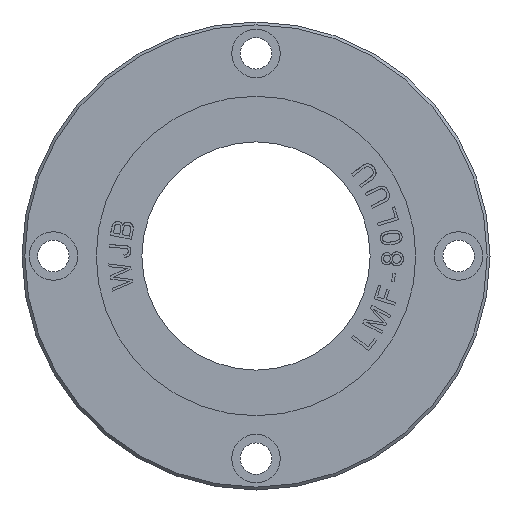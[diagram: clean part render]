
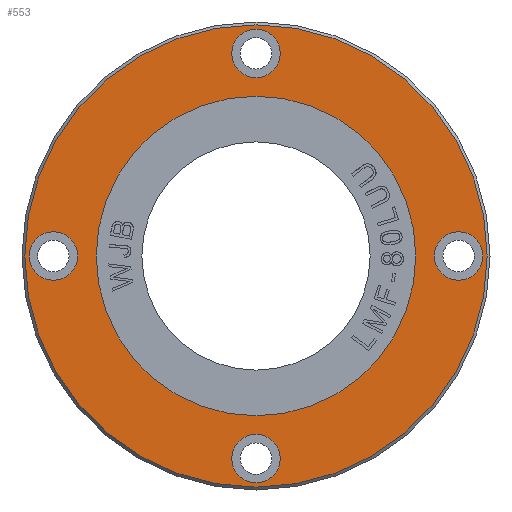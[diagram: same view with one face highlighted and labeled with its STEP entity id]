
A CAD part, left-side view. The second image highlights one B-rep face of the part: STEP entity #553.
In plain terms, the highlighted planar face has unit normal (-1, 0, 0).
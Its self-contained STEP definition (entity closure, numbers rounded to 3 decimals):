
#553=ADVANCED_FACE('',(#1228,#1229,#1230,#1231,#1232,#1233),#896,.T.);
#896=PLANE('',#6244);
#1135=CIRCLE('',#6237,81.);
#1136=CIRCLE('',#6238,56.);
#1137=CIRCLE('',#6239,56.);
#1138=CIRCLE('',#6240,8.5);
#1139=CIRCLE('',#6241,8.5);
#1140=CIRCLE('',#6242,8.5);
#1141=CIRCLE('',#6243,8.5);
#1228=FACE_BOUND('',#1348,.T.);
#1229=FACE_BOUND('',#1349,.T.);
#1230=FACE_BOUND('',#1350,.T.);
#1231=FACE_BOUND('',#1351,.T.);
#1232=FACE_BOUND('',#1352,.T.);
#1233=FACE_BOUND('',#1353,.T.);
#1348=EDGE_LOOP('',(#2384));
#1349=EDGE_LOOP('',(#2385,#2386));
#1350=EDGE_LOOP('',(#2387));
#1351=EDGE_LOOP('',(#2388));
#1352=EDGE_LOOP('',(#2389));
#1353=EDGE_LOOP('',(#2390));
#2384=ORIENTED_EDGE('',*,*,#4628,.T.);
#2385=ORIENTED_EDGE('',*,*,#4629,.T.);
#2386=ORIENTED_EDGE('',*,*,#4630,.T.);
#2387=ORIENTED_EDGE('',*,*,#4631,.F.);
#2388=ORIENTED_EDGE('',*,*,#4632,.F.);
#2389=ORIENTED_EDGE('',*,*,#4633,.F.);
#2390=ORIENTED_EDGE('',*,*,#4634,.F.);
#4058=VERTEX_POINT('',#9026);
#4059=VERTEX_POINT('',#9028);
#4060=VERTEX_POINT('',#9029);
#4061=VERTEX_POINT('',#9032);
#4062=VERTEX_POINT('',#9034);
#4063=VERTEX_POINT('',#9036);
#4064=VERTEX_POINT('',#9038);
#4628=EDGE_CURVE('',#4058,#4058,#1135,.T.);
#4629=EDGE_CURVE('',#4059,#4060,#1136,.T.);
#4630=EDGE_CURVE('',#4060,#4059,#1137,.T.);
#4631=EDGE_CURVE('',#4061,#4061,#1138,.T.);
#4632=EDGE_CURVE('',#4062,#4062,#1139,.T.);
#4633=EDGE_CURVE('',#4063,#4063,#1140,.T.);
#4634=EDGE_CURVE('',#4064,#4064,#1141,.T.);
#6237=AXIS2_PLACEMENT_3D('',#9025,#6751,#6752);
#6238=AXIS2_PLACEMENT_3D('',#9027,#6753,#6754);
#6239=AXIS2_PLACEMENT_3D('',#9030,#6755,#6756);
#6240=AXIS2_PLACEMENT_3D('',#9031,#6757,#6758);
#6241=AXIS2_PLACEMENT_3D('',#9033,#6759,#6760);
#6242=AXIS2_PLACEMENT_3D('',#9035,#6761,#6762);
#6243=AXIS2_PLACEMENT_3D('',#9037,#6763,#6764);
#6244=AXIS2_PLACEMENT_3D('',#9039,#6765,#6766);
#6751=DIRECTION('',(-1.,0.,0.));
#6752=DIRECTION('',(0.,0.,1.));
#6753=DIRECTION('',(1.,0.,0.));
#6754=DIRECTION('',(0.,0.,1.));
#6755=DIRECTION('',(1.,0.,0.));
#6756=DIRECTION('',(0.,0.,1.));
#6757=DIRECTION('',(-1.,0.,0.));
#6758=DIRECTION('',(0.,0.,1.));
#6759=DIRECTION('',(-1.,0.,0.));
#6760=DIRECTION('',(0.,0.,1.));
#6761=DIRECTION('',(-1.,0.,0.));
#6762=DIRECTION('',(0.,0.,1.));
#6763=DIRECTION('',(-1.,0.,0.));
#6764=DIRECTION('',(0.,0.,1.));
#6765=DIRECTION('',(-1.,0.,0.));
#6766=DIRECTION('',(0.,0.,1.));
#9025=CARTESIAN_POINT('',(0.,0.,0.));
#9026=CARTESIAN_POINT('',(0.,0.,81.));
#9027=CARTESIAN_POINT('',(0.,0.,0.));
#9028=CARTESIAN_POINT('',(0.,0.,-56.));
#9029=CARTESIAN_POINT('',(0.,0.,56.));
#9030=CARTESIAN_POINT('',(0.,0.,0.));
#9031=CARTESIAN_POINT('',(0.,71.,0.));
#9032=CARTESIAN_POINT('',(0.,71.,8.5));
#9033=CARTESIAN_POINT('',(0.,-71.,0.));
#9034=CARTESIAN_POINT('',(0.,-71.,8.5));
#9035=CARTESIAN_POINT('',(0.,0.,71.));
#9036=CARTESIAN_POINT('',(0.,0.,79.5));
#9037=CARTESIAN_POINT('',(0.,0.,-71.));
#9038=CARTESIAN_POINT('',(0.,0.,-62.5));
#9039=CARTESIAN_POINT('',(0.,-67.32,-66.));
